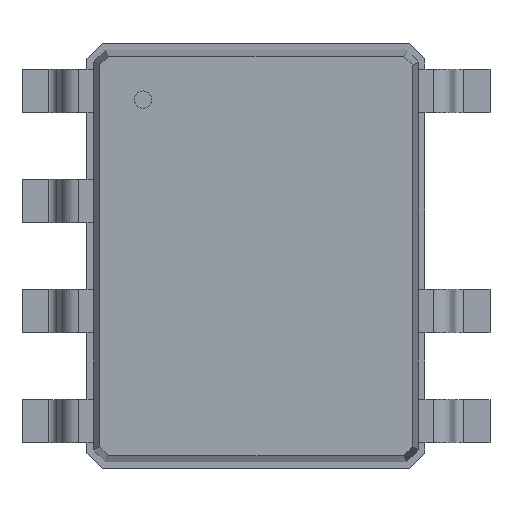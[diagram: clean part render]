
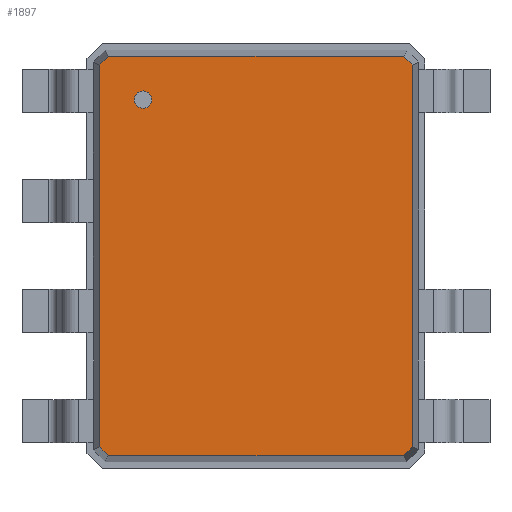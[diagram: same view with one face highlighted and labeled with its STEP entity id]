
A CAD part, top view. The second image highlights one B-rep face of the part: STEP entity #1897.
In plain terms, the highlighted planar face has unit normal (0, 0, 1).
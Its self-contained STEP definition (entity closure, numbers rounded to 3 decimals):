
#13=DIRECTION('',(0.,0.,1.));
#27=VECTOR('',#28,1.);
#28=DIRECTION('',(1.,0.,0.));
#51=VECTOR('',#52,1.);
#52=DIRECTION('',(0.707,-0.707,0.));
#58=VECTOR('',#59,1.);
#59=DIRECTION('',(0.,-1.,0.));
#65=VECTOR('',#66,1.);
#66=DIRECTION('',(-0.707,-0.707,0.));
#72=VECTOR('',#73,1.);
#73=DIRECTION('',(-1.,0.,0.));
#79=VECTOR('',#80,1.);
#80=DIRECTION('',(-0.707,0.707,0.));
#86=VECTOR('',#87,1.);
#87=DIRECTION('',(0.,1.,0.));
#91=VECTOR('',#92,1.);
#92=DIRECTION('',(0.707,0.707,0.));
#746=VERTEX_POINT('',#747);
#747=CARTESIAN_POINT('',(-1.804,2.202,1.1));
#749=ORIENTED_EDGE('',*,*,#750,.F.);
#750=EDGE_CURVE('',#751,#746,#753,.T.);
#751=VERTEX_POINT('',#752);
#752=CARTESIAN_POINT('',(-1.804,-2.202,1.1));
#753=LINE('',#752,#86);
#764=VERTEX_POINT('',#765);
#765=CARTESIAN_POINT('',(-1.702,2.304,1.1));
#767=ORIENTED_EDGE('',*,*,#768,.F.);
#768=EDGE_CURVE('',#746,#764,#769,.T.);
#769=LINE('',#747,#91);
#778=VERTEX_POINT('',#779);
#779=CARTESIAN_POINT('',(1.702,2.304,1.1));
#781=ORIENTED_EDGE('',*,*,#782,.F.);
#782=EDGE_CURVE('',#764,#778,#783,.T.);
#783=LINE('',#765,#27);
#792=VERTEX_POINT('',#793);
#793=CARTESIAN_POINT('',(1.804,2.202,1.1));
#795=ORIENTED_EDGE('',*,*,#796,.F.);
#796=EDGE_CURVE('',#778,#792,#797,.T.);
#797=LINE('',#779,#51);
#830=VERTEX_POINT('',#831);
#831=CARTESIAN_POINT('',(1.804,-2.202,1.1));
#833=ORIENTED_EDGE('',*,*,#834,.F.);
#834=EDGE_CURVE('',#792,#830,#835,.T.);
#835=LINE('',#793,#58);
#1897=ADVANCED_FACE('',(#1898,#1913),#1923,.T.);
#1898=FACE_BOUND('',#1899,.T.);
#1899=EDGE_LOOP('',(#781,#767,#749,#1900,#1905,#1910,#833,#795));
#1900=ORIENTED_EDGE('',*,*,#1901,.F.);
#1901=EDGE_CURVE('',#1902,#751,#1904,.T.);
#1902=VERTEX_POINT('',#1903);
#1903=CARTESIAN_POINT('',(-1.702,-2.304,1.1));
#1904=LINE('',#1903,#79);
#1905=ORIENTED_EDGE('',*,*,#1906,.F.);
#1906=EDGE_CURVE('',#1907,#1902,#1909,.T.);
#1907=VERTEX_POINT('',#1908);
#1908=CARTESIAN_POINT('',(1.702,-2.304,1.1));
#1909=LINE('',#1908,#72);
#1910=ORIENTED_EDGE('',*,*,#1911,.F.);
#1911=EDGE_CURVE('',#830,#1907,#1912,.T.);
#1912=LINE('',#831,#65);
#1913=FACE_BOUND('',#1914,.T.);
#1914=EDGE_LOOP('',(#1915));
#1915=ORIENTED_EDGE('',*,*,#1916,.T.);
#1916=EDGE_CURVE('',#1917,#1917,#1919,.T.);
#1917=VERTEX_POINT('',#1918);
#1918=CARTESIAN_POINT('',(-1.304,1.704,1.1));
#1919=CIRCLE('',#1920,0.1);
#1920=AXIS2_PLACEMENT_3D('',#1921,#1922,#59);
#1921=CARTESIAN_POINT('',(-1.304,1.804,1.1));
#1922=DIRECTION('',(0.,-0.,-1.));
#1923=PLANE('',#1924);
#1924=AXIS2_PLACEMENT_3D('',#765,#13,#1925);
#1925=DIRECTION('',(0.594,-0.804,0.));
